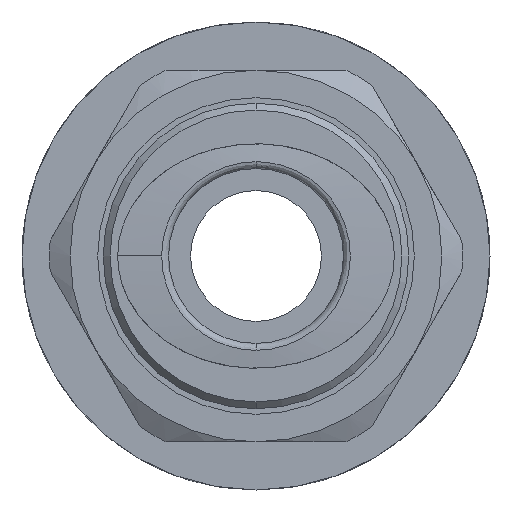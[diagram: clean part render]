
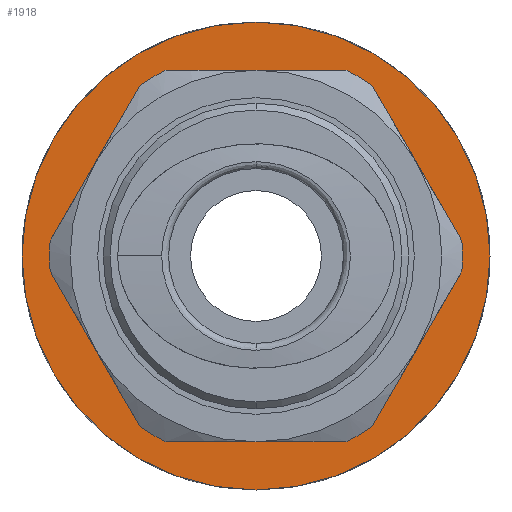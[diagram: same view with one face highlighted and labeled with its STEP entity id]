
A CAD part, front view. The second image highlights one B-rep face of the part: STEP entity #1918.
In plain terms, the highlighted planar face has unit normal (0, -1, 0).
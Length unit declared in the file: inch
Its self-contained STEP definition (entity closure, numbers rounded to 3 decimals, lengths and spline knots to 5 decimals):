
#2 = AXIS2_PLACEMENT_3D ( 'NONE', #1731, #4032, #2062 ) ;
#10 = EDGE_LOOP ( 'NONE', ( #4206, #2666 ) ) ;
#91 = LINE ( 'NONE', #3478, #1757 ) ;
#109 = PLANE ( 'NONE',  #3799 ) ;
#173 = EDGE_CURVE ( 'NONE', #3444, #1017, #2388, .T. ) ;
#234 = CARTESIAN_POINT ( 'NONE',  ( 0., -0.46063, 0. ) ) ;
#238 = ORIENTED_EDGE ( 'NONE', *, *, #924, .F. ) ;
#304 = EDGE_CURVE ( 'NONE', #4274, #3159, #427, .T. ) ;
#325 = CIRCLE ( 'NONE', #2049, 0.59055 ) ;
#331 = DIRECTION ( 'NONE',  ( -0.5, 0., -0.866 ) ) ;
#359 = DIRECTION ( 'NONE',  ( 0., -1., 0. ) ) ;
#370 = CIRCLE ( 'NONE', #3312, 0.59055 ) ;
#386 = VERTEX_POINT ( 'NONE', #2265 ) ;
#427 = LINE ( 'NONE', #1255, #2081 ) ;
#429 = VECTOR ( 'NONE', #331, 39.37008 ) ;
#451 = VERTEX_POINT ( 'NONE', #2609 ) ;
#547 = EDGE_CURVE ( 'NONE', #3159, #451, #2648, .T. ) ;
#568 = DIRECTION ( 'NONE',  ( 0., 0., 1. ) ) ;
#577 = DIRECTION ( 'NONE',  ( 0., -1., 0. ) ) ;
#582 = FACE_OUTER_BOUND ( 'NONE', #10, .T. ) ;
#716 = VERTEX_POINT ( 'NONE', #3448 ) ;
#759 = DIRECTION ( 'NONE',  ( 0., -1., 0. ) ) ;
#771 = DIRECTION ( 'NONE',  ( 0., 0., -1. ) ) ;
#820 = CARTESIAN_POINT ( 'NONE',  ( -0.25742, -0.46063, 0.5315 ) ) ;
#879 = CARTESIAN_POINT ( 'NONE',  ( -0.589, -0.46063, -0.04282 ) ) ;
#924 = EDGE_CURVE ( 'NONE', #716, #3863, #3744, .T. ) ;
#992 = EDGE_CURVE ( 'NONE', #2249, #3922, #325, .T. ) ;
#1013 = ORIENTED_EDGE ( 'NONE', *, *, #3368, .F. ) ;
#1017 = VERTEX_POINT ( 'NONE', #1698 ) ;
#1026 = DIRECTION ( 'NONE',  ( 0., -1., 0. ) ) ;
#1232 = EDGE_LOOP ( 'NONE', ( #1013, #238, #1948, #2502, #2936, #2096, #1370, #2312, #2831, #4045, #2376, #2993 ) ) ;
#1248 = CARTESIAN_POINT ( 'NONE',  ( -0.30686, -0.46063, -0.5315 ) ) ;
#1255 = CARTESIAN_POINT ( 'NONE',  ( -0.61372, -0.46063, 0. ) ) ;
#1330 = EDGE_CURVE ( 'NONE', #2707, #386, #3020, .T. ) ;
#1348 = CARTESIAN_POINT ( 'NONE',  ( 0.589, -0.46063, -0.04282 ) ) ;
#1370 = ORIENTED_EDGE ( 'NONE', *, *, #992, .F. ) ;
#1405 = EDGE_CURVE ( 'NONE', #4134, #716, #370, .T. ) ;
#1440 = CARTESIAN_POINT ( 'NONE',  ( -0.62992, -0.46063, 0. ) ) ;
#1510 = DIRECTION ( 'NONE',  ( -0.5, 0., 0.866 ) ) ;
#1662 = CARTESIAN_POINT ( 'NONE',  ( 0., -0.46063, 0. ) ) ;
#1698 = CARTESIAN_POINT ( 'NONE',  ( 0.33158, -0.46063, -0.48868 ) ) ;
#1731 = CARTESIAN_POINT ( 'NONE',  ( 0., -0.46063, 0. ) ) ;
#1757 = VECTOR ( 'NONE', #1510, 39.37008 ) ;
#1776 = AXIS2_PLACEMENT_3D ( 'NONE', #234, #2545, #568 ) ;
#1844 = CARTESIAN_POINT ( 'NONE',  ( -0.33158, -0.46063, -0.48868 ) ) ;
#1887 = EDGE_CURVE ( 'NONE', #2007, #3307, #4087, .T. ) ;
#1918 = ADVANCED_FACE ( 'NONE', ( #2335, #582 ), #109, .T. ) ;
#1928 = DIRECTION ( 'NONE',  ( 0., -1., 0. ) ) ;
#1948 = ORIENTED_EDGE ( 'NONE', *, *, #1405, .F. ) ;
#1982 = DIRECTION ( 'NONE',  ( 0., 0., 1. ) ) ;
#1983 = CARTESIAN_POINT ( 'NONE',  ( -0.30686, -0.46063, 0.5315 ) ) ;
#2007 = VERTEX_POINT ( 'NONE', #2892 ) ;
#2022 = AXIS2_PLACEMENT_3D ( 'NONE', #2745, #759, #3086 ) ;
#2029 = CARTESIAN_POINT ( 'NONE',  ( 0.589, -0.46063, 0.04282 ) ) ;
#2030 = EDGE_CURVE ( 'NONE', #451, #3444, #2241, .T. ) ;
#2049 = AXIS2_PLACEMENT_3D ( 'NONE', #3011, #1026, #3346 ) ;
#2062 = DIRECTION ( 'NONE',  ( 0., 0., 1. ) ) ;
#2066 = VECTOR ( 'NONE', #2984, 39.37008 ) ;
#2081 = VECTOR ( 'NONE', #4203, 39.37008 ) ;
#2096 = ORIENTED_EDGE ( 'NONE', *, *, #3546, .F. ) ;
#2131 = VECTOR ( 'NONE', #2574, 39.37008 ) ;
#2241 = LINE ( 'NONE', #1248, #2131 ) ;
#2249 = VERTEX_POINT ( 'NONE', #1348 ) ;
#2265 = CARTESIAN_POINT ( 'NONE',  ( 0.25742, -0.46063, 0.5315 ) ) ;
#2311 = CARTESIAN_POINT ( 'NONE',  ( -0.589, -0.46063, 0.04282 ) ) ;
#2312 = ORIENTED_EDGE ( 'NONE', *, *, #2383, .F. ) ;
#2326 = CARTESIAN_POINT ( 'NONE',  ( 0.25742, -0.46063, -0.5315 ) ) ;
#2335 = FACE_BOUND ( 'NONE', #1232, .T. ) ;
#2338 = CARTESIAN_POINT ( 'NONE',  ( 0., -0.46063, 0. ) ) ;
#2373 = LINE ( 'NONE', #3060, #4236 ) ;
#2376 = ORIENTED_EDGE ( 'NONE', *, *, #547, .F. ) ;
#2383 = EDGE_CURVE ( 'NONE', #1017, #2249, #2373, .T. ) ;
#2388 = CIRCLE ( 'NONE', #1776, 0.59055 ) ;
#2502 = ORIENTED_EDGE ( 'NONE', *, *, #3400, .F. ) ;
#2545 = DIRECTION ( 'NONE',  ( 0., -1., 0. ) ) ;
#2560 = CARTESIAN_POINT ( 'NONE',  ( 0., -0.46063, 0. ) ) ;
#2574 = DIRECTION ( 'NONE',  ( 1., 0., 0. ) ) ;
#2581 = AXIS2_PLACEMENT_3D ( 'NONE', #2338, #359, #2673 ) ;
#2609 = CARTESIAN_POINT ( 'NONE',  ( -0.25742, -0.46063, -0.5315 ) ) ;
#2642 = CARTESIAN_POINT ( 'NONE',  ( 0., -0.46063, 0.5315 ) ) ;
#2648 = CIRCLE ( 'NONE', #2581, 0.59055 ) ;
#2666 = ORIENTED_EDGE ( 'NONE', *, *, #1887, .T. ) ;
#2673 = DIRECTION ( 'NONE',  ( 0., 0., 1. ) ) ;
#2707 = VERTEX_POINT ( 'NONE', #2913 ) ;
#2745 = CARTESIAN_POINT ( 'NONE',  ( 0., -0.46063, 0. ) ) ;
#2759 = DIRECTION ( 'NONE',  ( 0., -1., 0. ) ) ;
#2764 = EDGE_CURVE ( 'NONE', #3307, #2007, #4078, .T. ) ;
#2831 = ORIENTED_EDGE ( 'NONE', *, *, #173, .F. ) ;
#2857 = AXIS2_PLACEMENT_3D ( 'NONE', #2560, #577, #2896 ) ;
#2892 = CARTESIAN_POINT ( 'NONE',  ( 0., -0.46063, -0.66929 ) ) ;
#2896 = DIRECTION ( 'NONE',  ( 0., 0., 1. ) ) ;
#2913 = CARTESIAN_POINT ( 'NONE',  ( 0.33158, -0.46063, 0.48868 ) ) ;
#2936 = ORIENTED_EDGE ( 'NONE', *, *, #1330, .F. ) ;
#2952 = LINE ( 'NONE', #2642, #2066 ) ;
#2984 = DIRECTION ( 'NONE',  ( -1., 0., 0. ) ) ;
#2993 = ORIENTED_EDGE ( 'NONE', *, *, #304, .F. ) ;
#3011 = CARTESIAN_POINT ( 'NONE',  ( 0., -0.46063, 0. ) ) ;
#3020 = CIRCLE ( 'NONE', #2857, 0.59055 ) ;
#3051 = CIRCLE ( 'NONE', #3696, 0.59055 ) ;
#3060 = CARTESIAN_POINT ( 'NONE',  ( 0.30686, -0.46063, -0.5315 ) ) ;
#3086 = DIRECTION ( 'NONE',  ( 0., 0., 1. ) ) ;
#3159 = VERTEX_POINT ( 'NONE', #1844 ) ;
#3307 = VERTEX_POINT ( 'NONE', #3558 ) ;
#3312 = AXIS2_PLACEMENT_3D ( 'NONE', #3911, #1928, #4226 ) ;
#3346 = DIRECTION ( 'NONE',  ( 0., 0., 1. ) ) ;
#3368 = EDGE_CURVE ( 'NONE', #3863, #4274, #3051, .T. ) ;
#3392 = DIRECTION ( 'NONE',  ( 0.5, 0., 0.866 ) ) ;
#3400 = EDGE_CURVE ( 'NONE', #386, #4134, #2952, .T. ) ;
#3444 = VERTEX_POINT ( 'NONE', #2326 ) ;
#3448 = CARTESIAN_POINT ( 'NONE',  ( -0.33158, -0.46063, 0.48868 ) ) ;
#3478 = CARTESIAN_POINT ( 'NONE',  ( 0.61372, -0.46063, 0. ) ) ;
#3546 = EDGE_CURVE ( 'NONE', #3922, #2707, #91, .T. ) ;
#3558 = CARTESIAN_POINT ( 'NONE',  ( 0., -0.46063, 0.66929 ) ) ;
#3696 = AXIS2_PLACEMENT_3D ( 'NONE', #1662, #3962, #1982 ) ;
#3744 = LINE ( 'NONE', #1983, #429 ) ;
#3799 = AXIS2_PLACEMENT_3D ( 'NONE', #1440, #2759, #771 ) ;
#3863 = VERTEX_POINT ( 'NONE', #2311 ) ;
#3911 = CARTESIAN_POINT ( 'NONE',  ( 0., -0.46063, 0. ) ) ;
#3922 = VERTEX_POINT ( 'NONE', #2029 ) ;
#3962 = DIRECTION ( 'NONE',  ( 0., -1., 0. ) ) ;
#4032 = DIRECTION ( 'NONE',  ( 0., -1., 0. ) ) ;
#4045 = ORIENTED_EDGE ( 'NONE', *, *, #2030, .F. ) ;
#4078 = CIRCLE ( 'NONE', #2, 0.66929 ) ;
#4087 = CIRCLE ( 'NONE', #2022, 0.66929 ) ;
#4134 = VERTEX_POINT ( 'NONE', #820 ) ;
#4203 = DIRECTION ( 'NONE',  ( 0.5, 0., -0.866 ) ) ;
#4206 = ORIENTED_EDGE ( 'NONE', *, *, #2764, .T. ) ;
#4226 = DIRECTION ( 'NONE',  ( 0., 0., 1. ) ) ;
#4236 = VECTOR ( 'NONE', #3392, 39.37008 ) ;
#4274 = VERTEX_POINT ( 'NONE', #879 ) ;
